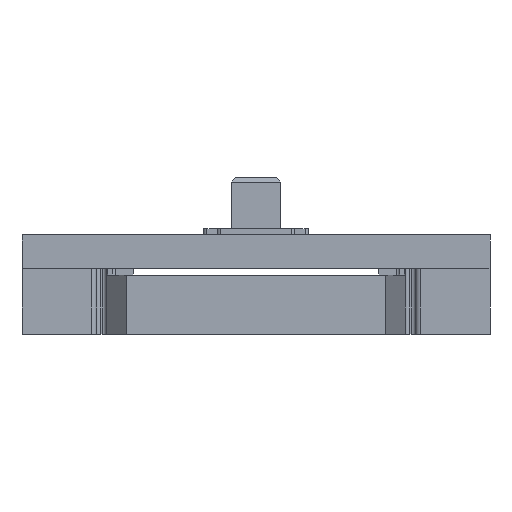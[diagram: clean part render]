
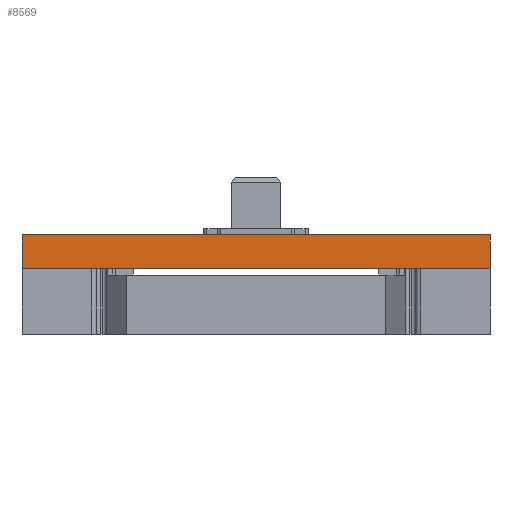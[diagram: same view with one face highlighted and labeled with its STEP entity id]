
A CAD part, left-side view. The second image highlights one B-rep face of the part: STEP entity #8569.
In plain terms, the highlighted planar face has unit normal (-1, 0, 0).
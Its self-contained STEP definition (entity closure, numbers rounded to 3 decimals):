
#375=PLANE('',#9288);
#817=FACE_OUTER_BOUND('',#1288,.T.);
#1288=EDGE_LOOP('',(#7963,#7964,#7965,#7966));
#2203=LINE('',#13960,#3187);
#2271=LINE('',#14130,#3255);
#2274=LINE('',#14136,#3258);
#2275=LINE('',#14137,#3259);
#3187=VECTOR('',#11486,10.);
#3255=VECTOR('',#11648,10.);
#3258=VECTOR('',#11653,10.);
#3259=VECTOR('',#11654,10.);
#4251=VERTEX_POINT('',#13958);
#4252=VERTEX_POINT('',#13959);
#4307=VERTEX_POINT('',#14129);
#4309=VERTEX_POINT('',#14135);
#5451=EDGE_CURVE('',#4251,#4252,#2203,.T.);
#5535=EDGE_CURVE('',#4251,#4307,#2271,.T.);
#5538=EDGE_CURVE('',#4252,#4309,#2274,.T.);
#5539=EDGE_CURVE('',#4309,#4307,#2275,.T.);
#7963=ORIENTED_EDGE('',*,*,#5451,.T.);
#7964=ORIENTED_EDGE('',*,*,#5538,.T.);
#7965=ORIENTED_EDGE('',*,*,#5539,.T.);
#7966=ORIENTED_EDGE('',*,*,#5535,.F.);
#8569=ADVANCED_FACE('',(#817),#375,.F.);
#9288=AXIS2_PLACEMENT_3D('',#14134,#11651,#11652);
#11486=DIRECTION('',(0.,-1.,0.));
#11648=DIRECTION('',(0.,0.,1.));
#11651=DIRECTION('center_axis',(1.,0.,0.));
#11652=DIRECTION('ref_axis',(0.,1.,0.));
#11653=DIRECTION('',(0.,0.,1.));
#11654=DIRECTION('',(0.,1.,0.));
#13958=CARTESIAN_POINT('',(-120.509,55.35,15.5));
#13959=CARTESIAN_POINT('',(-120.509,-55.35,15.5));
#13960=CARTESIAN_POINT('',(-120.509,55.35,15.5));
#14129=CARTESIAN_POINT('',(-120.509,55.35,23.5));
#14130=CARTESIAN_POINT('',(-120.509,55.35,15.5));
#14134=CARTESIAN_POINT('Origin',(-120.509,-55.35,15.5));
#14135=CARTESIAN_POINT('',(-120.509,-55.35,23.5));
#14136=CARTESIAN_POINT('',(-120.509,-55.35,15.5));
#14137=CARTESIAN_POINT('',(-120.509,55.35,23.5));
